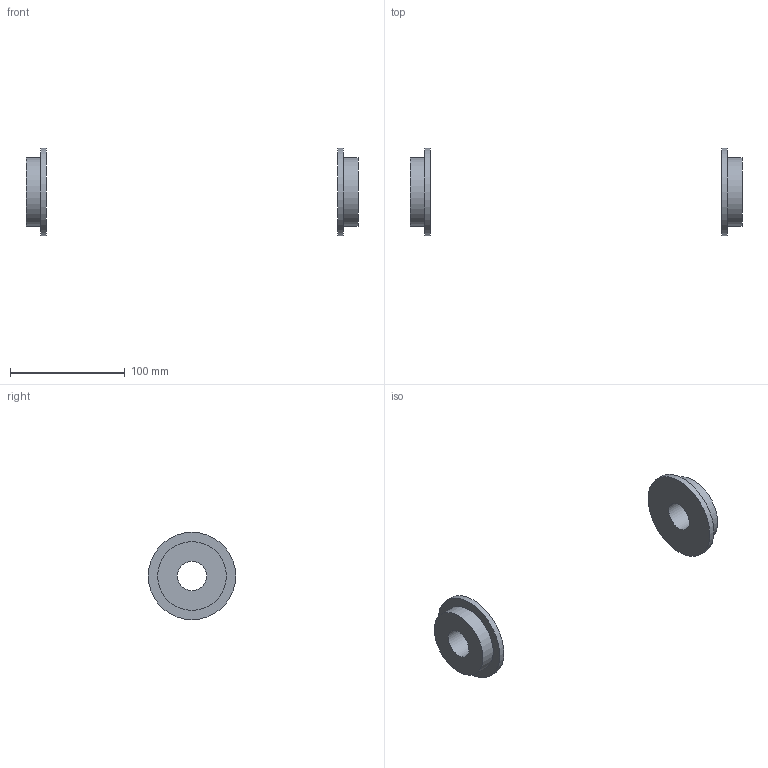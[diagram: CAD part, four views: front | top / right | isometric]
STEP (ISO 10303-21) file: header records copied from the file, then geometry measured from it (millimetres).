
FILE_DESCRIPTION( ( '' ), ' ' );
FILE_NAME( '5de8f465995cc00ec5c18e4c.step', '2019-12-05T12:13:25', ( '' ), ( '' ), ' ', ' ', ' ' );
FILE_SCHEMA( ( 'AUTOMOTIVE_DESIGN { 1 0 10303 214 1 1 1 1 }' ) );
Length unit declared in the file: metre
Products named in the file (2): Part 5; Part 4
Bounding box: 289.6 x 76.2 x 76.2 mm (x, y, z)
Volume: 100131.6 mm3; surface area: 26272.2 mm2
Topology: 2 solids, 2 shells, 12 faces, 18 edges, 12 vertices
Faces by surface type: plane 6, cylinder 6
Full cylindrical faces by diameter (mm): 25.4 x2, 60 x2, 76.2 x2
Entity records: 374 total; most frequent: DIRECTION 52, CARTESIAN_POINT 38, AXIS2_PLACEMENT_3D 26, EDGE_LOOP 24, ORIENTED_EDGE 24, FACE_OUTER_BOUND 18, STYLED_ITEM 12, PRESENTATION_STYLE_ASSIGNMENT 12
